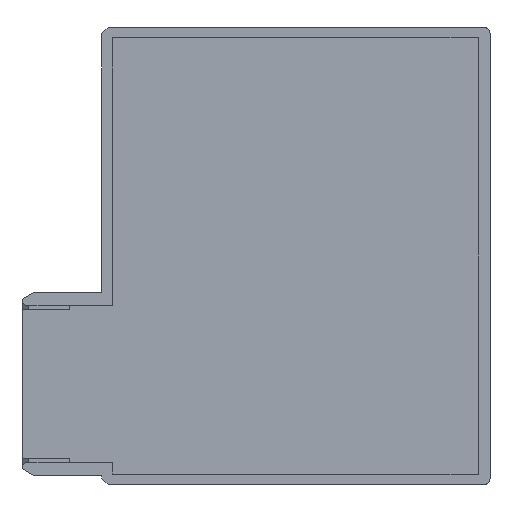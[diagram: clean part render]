
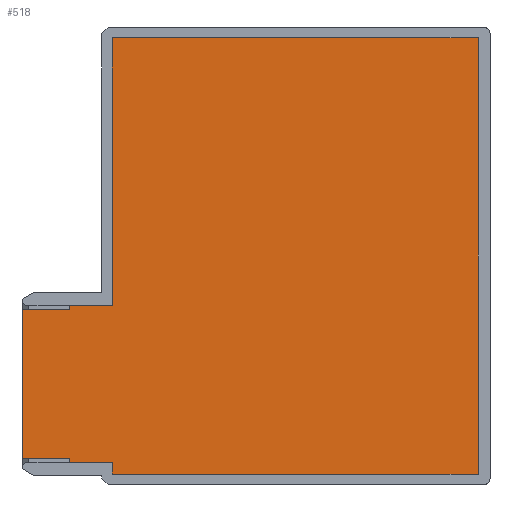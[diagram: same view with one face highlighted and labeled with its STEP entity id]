
A CAD part, front view. The second image highlights one B-rep face of the part: STEP entity #518.
In plain terms, the highlighted planar face has unit normal (0, -1, 0).
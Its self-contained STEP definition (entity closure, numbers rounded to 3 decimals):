
#1=DIRECTION('',(0.,0.,1.));
#2=VECTOR('',#1,0.2);
#3=CARTESIAN_POINT('',(-13.9,-0.8,-16.55));
#4=LINE('',#3,#2);
#5=DIRECTION('',(-1.,0.,0.));
#6=VECTOR('',#5,3.1);
#7=CARTESIAN_POINT('',(-13.9,-0.8,-16.35));
#8=LINE('',#7,#6);
#9=DIRECTION('',(1.,0.,0.));
#10=VECTOR('',#9,3.6);
#11=CARTESIAN_POINT('',(-20.6,-0.8,-4.));
#12=LINE('',#11,#10);
#13=DIRECTION('',(1.,0.,0.));
#14=VECTOR('',#13,3.1);
#15=CARTESIAN_POINT('',(-17.,-0.8,-3.35));
#16=LINE('',#15,#14);
#17=DIRECTION('',(0.,0.,1.));
#18=VECTOR('',#17,19.9);
#19=CARTESIAN_POINT('',(-13.9,-0.8,-3.35));
#20=LINE('',#19,#18);
#21=DIRECTION('',(0.,0.,-1.));
#22=VECTOR('',#21,33.1);
#23=CARTESIAN_POINT('',(14.2,-0.8,16.55));
#24=LINE('',#23,#22);
#25=DIRECTION('',(0.,0.,1.));
#26=VECTOR('',#25,1.05);
#27=CARTESIAN_POINT('',(-17.,-0.8,-16.35));
#28=LINE('',#27,#26);
#41=DIRECTION('',(0.,0.,1.));
#42=VECTOR('',#41,0.65);
#43=CARTESIAN_POINT('',(-17.,-0.8,-4.));
#44=LINE('',#43,#42);
#73=DIRECTION('',(0.,0.,1.));
#74=VECTOR('',#73,11.3);
#75=CARTESIAN_POINT('',(-20.6,-0.8,-15.3));
#76=LINE('',#75,#74);
#93=DIRECTION('',(1.,0.,0.));
#94=VECTOR('',#93,3.6);
#95=CARTESIAN_POINT('',(-20.6,-0.8,-15.3));
#96=LINE('',#95,#94);
#106=DIRECTION('',(-1.,0.,0.));
#107=VECTOR('',#106,28.1);
#108=CARTESIAN_POINT('',(14.2,-0.8,16.55));
#109=LINE('',#108,#107);
#159=DIRECTION('',(-1.,0.,0.));
#160=VECTOR('',#159,28.1);
#161=CARTESIAN_POINT('',(14.2,-0.8,-16.55));
#162=LINE('',#161,#160);
#363=CARTESIAN_POINT('',(-20.6,-0.8,-15.3));
#364=CARTESIAN_POINT('',(-20.6,-0.8,-4.));
#365=VERTEX_POINT('',#363);
#366=VERTEX_POINT('',#364);
#411=CARTESIAN_POINT('',(14.2,-0.8,-16.55));
#412=VERTEX_POINT('',#411);
#413=CARTESIAN_POINT('',(-13.9,-0.8,-16.55));
#414=VERTEX_POINT('',#413);
#425=CARTESIAN_POINT('',(14.2,-0.8,16.55));
#426=VERTEX_POINT('',#425);
#427=CARTESIAN_POINT('',(-13.9,-0.8,16.55));
#428=VERTEX_POINT('',#427);
#435=CARTESIAN_POINT('',(-17.,-0.8,-16.35));
#437=VERTEX_POINT('',#435);
#439=CARTESIAN_POINT('',(-17.,-0.8,-3.35));
#441=VERTEX_POINT('',#439);
#443=CARTESIAN_POINT('',(-17.,-0.8,-15.3));
#445=VERTEX_POINT('',#443);
#448=CARTESIAN_POINT('',(-17.,-0.8,-4.));
#450=VERTEX_POINT('',#448);
#451=CARTESIAN_POINT('',(-13.9,-0.8,-3.35));
#452=VERTEX_POINT('',#451);
#453=CARTESIAN_POINT('',(-13.9,-0.8,-16.35));
#454=VERTEX_POINT('',#453);
#487=CARTESIAN_POINT('',(0.,-0.8,0.));
#488=DIRECTION('',(0.,1.,0.));
#489=DIRECTION('',(-1.,0.,0.));
#490=AXIS2_PLACEMENT_3D('',#487,#488,#489);
#491=PLANE('',#490);
#493=ORIENTED_EDGE('',*,*,#492,.T.);
#495=ORIENTED_EDGE('',*,*,#494,.T.);
#497=ORIENTED_EDGE('',*,*,#496,.T.);
#499=ORIENTED_EDGE('',*,*,#498,.F.);
#501=ORIENTED_EDGE('',*,*,#500,.T.);
#503=ORIENTED_EDGE('',*,*,#502,.T.);
#505=ORIENTED_EDGE('',*,*,#504,.T.);
#507=ORIENTED_EDGE('',*,*,#506,.T.);
#509=ORIENTED_EDGE('',*,*,#508,.T.);
#511=ORIENTED_EDGE('',*,*,#510,.F.);
#513=ORIENTED_EDGE('',*,*,#512,.T.);
#515=ORIENTED_EDGE('',*,*,#514,.T.);
#516=EDGE_LOOP('',(#493,#495,#497,#499,#501,#503,#505,#507,#509,#511,#513,
#515));
#517=FACE_OUTER_BOUND('',#516,.F.);
#492=EDGE_CURVE('',#414,#454,#4,.T.);
#494=EDGE_CURVE('',#454,#437,#8,.T.);
#496=EDGE_CURVE('',#437,#445,#28,.T.);
#498=EDGE_CURVE('',#365,#445,#96,.T.);
#500=EDGE_CURVE('',#365,#366,#76,.T.);
#502=EDGE_CURVE('',#366,#450,#12,.T.);
#504=EDGE_CURVE('',#450,#441,#44,.T.);
#506=EDGE_CURVE('',#441,#452,#16,.T.);
#508=EDGE_CURVE('',#452,#428,#20,.T.);
#510=EDGE_CURVE('',#426,#428,#109,.T.);
#512=EDGE_CURVE('',#426,#412,#24,.T.);
#514=EDGE_CURVE('',#412,#414,#162,.T.);
#518=ADVANCED_FACE('',(#517),#491,.F.);
